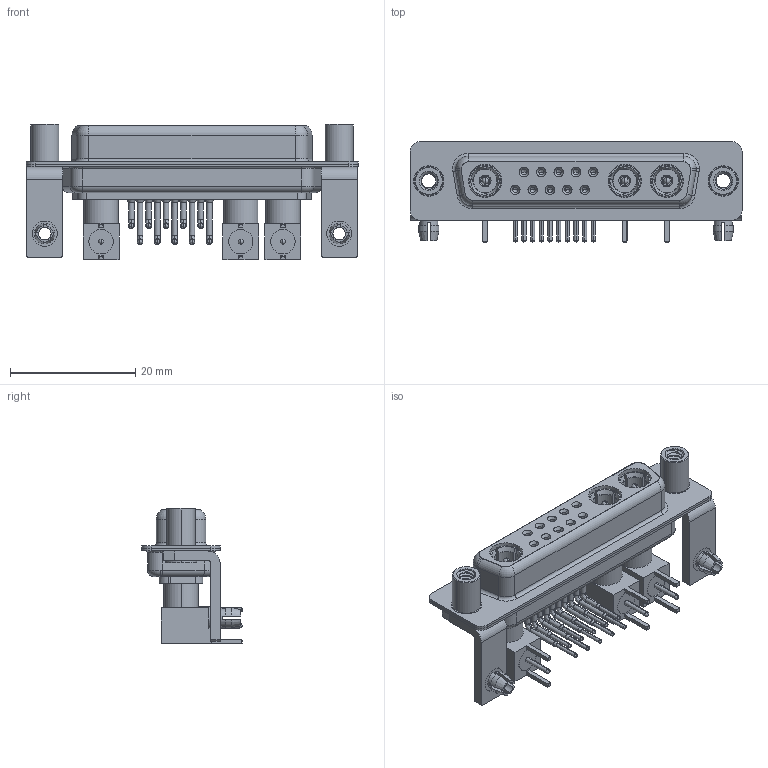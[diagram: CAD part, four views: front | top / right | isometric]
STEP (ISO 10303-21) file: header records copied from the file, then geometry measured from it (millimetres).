
FILE_DESCRIPTION (( 'STEP AP203' ), '1' );
FILE_NAME ('630-13W3240-7N5.STEP', '2022-06-01T13:45:53', ( '' ), ( '' ), 'SwSTEP 2.0', 'SolidWorks 2020', '' );
FILE_SCHEMA (( 'CONFIG_CONTROL_DESIGN' ));
Length unit declared in the file: millimetre
Products named in the file (18): Co-Ax Plug Assy_RA; Insulator Pin_Straight PC Tail; 630Combo Threaded Standoff_5; 630Combo Contact Row 1; 630Combo Shell Rear_25 Contacts; Insulator RA Pin; 630Combo Board Lock; 630Combo Shell Front_25 Contacts; RA Back Shell; 630Combo Stabilizer Bracket; 630Combo Housing_13W3; Locking Collar; Co-Ax Plug_RA PC Tail; 630Combo Contact Row 2; 630-13W3240-7N5; Pin_RA
Assembly tree (40 placements, depth 3):
  630-13W3240-7N5
    630Combo Housing_13W3
    630Combo Shell Front_25 Contacts
    630Combo Shell Rear_25 Contacts
    630Combo Stabilizer Bracket  x2
    630Combo Board Lock  x2
    630Combo Threaded Standoff_5  x2
    Co-Ax Plug Assy_RA
      Co-Ax Plug_RA PC Tail
      Insulator Pin_Straight PC Tail
      Pin_RA
      Locking Collar
      RA Back Shell
      Insulator RA Pin
    Co-Ax Plug Assy_RA
      Co-Ax Plug_RA PC Tail
      Insulator Pin_Straight PC Tail
      Pin_RA
      Locking Collar
      RA Back Shell
      Insulator RA Pin
    Co-Ax Plug Assy_RA
      Co-Ax Plug_RA PC Tail
      Insulator Pin_Straight PC Tail
      Pin_RA
      Locking Collar
      RA Back Shell
      Insulator RA Pin
    630Combo Contact Row 1  x5
    630Combo Contact Row 2  x5
Bounding box: 53.05 x 16 x 21.61 mm (x, y, z)
Volume: 4955 mm3; surface area: 12008.5 mm2
Topology: 37 solids, 37 shells, 1493 faces, 3722 edges, 2348 vertices
Faces by surface type: cylinder 654, plane 488, cone 215, torus 75, bspline 49, sphere 12
Entity records: 26156 total; most frequent: CARTESIAN_POINT 6145, DIRECTION 3943, ORIENTED_EDGE 3490, EDGE_CURVE 1745, AXIS2_PLACEMENT_3D 1599, VERTEX_POINT 1113, EDGE_LOOP 842, CIRCLE 841
